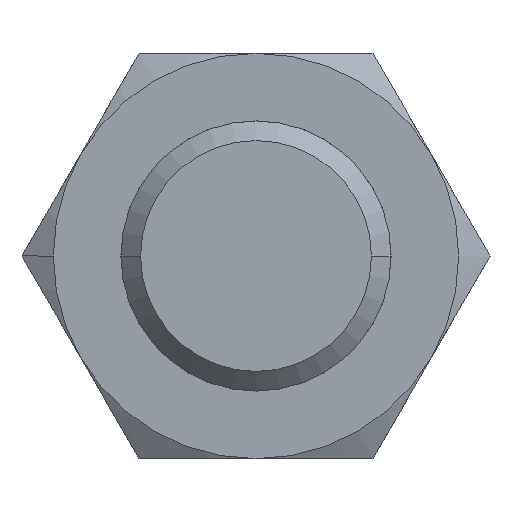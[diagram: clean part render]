
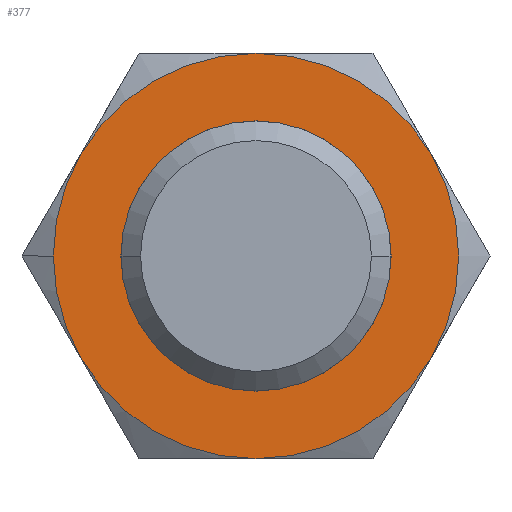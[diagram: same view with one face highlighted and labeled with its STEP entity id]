
A CAD part, front view. The second image highlights one B-rep face of the part: STEP entity #377.
In plain terms, the highlighted planar face has unit normal (0, -1, 0).
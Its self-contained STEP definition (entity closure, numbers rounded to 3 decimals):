
#32 = VERTEX_POINT ( 'NONE', #413 ) ;
#33 = EDGE_CURVE ( 'NONE', #568, #722, #901, .T. ) ;
#35 = CARTESIAN_POINT ( 'NONE',  ( 0., 0., 0. ) ) ;
#38 = DIRECTION ( 'NONE',  ( 0., 1., 0. ) ) ;
#47 = VERTEX_POINT ( 'NONE', #255 ) ;
#59 = AXIS2_PLACEMENT_3D ( 'NONE', #782, #38, #631 ) ;
#90 = CIRCLE ( 'NONE', #360, 9. ) ;
#92 = AXIS2_PLACEMENT_3D ( 'NONE', #719, #130, #653 ) ;
#97 = EDGE_CURVE ( 'NONE', #32, #646, #616, .T. ) ;
#115 = VERTEX_POINT ( 'NONE', #429 ) ;
#124 = AXIS2_PLACEMENT_3D ( 'NONE', #35, #839, #508 ) ;
#130 = DIRECTION ( 'NONE',  ( 0., 1., 0. ) ) ;
#144 = ORIENTED_EDGE ( 'NONE', *, *, #609, .F. ) ;
#146 = EDGE_CURVE ( 'NONE', #769, #115, #764, .T. ) ;
#147 = EDGE_CURVE ( 'NONE', #722, #769, #759, .T. ) ;
#153 = CIRCLE ( 'NONE', #318, 9. ) ;
#166 = CIRCLE ( 'NONE', #695, 9. ) ;
#181 = CIRCLE ( 'NONE', #949, 6. ) ;
#201 = CARTESIAN_POINT ( 'NONE',  ( 0., 0., 9. ) ) ;
#233 = DIRECTION ( 'NONE',  ( -1., 0., 0. ) ) ;
#244 = DIRECTION ( 'NONE',  ( -1., 0., 0. ) ) ;
#252 = ORIENTED_EDGE ( 'NONE', *, *, #513, .T. ) ;
#255 = CARTESIAN_POINT ( 'NONE',  ( 6., 0., 0. ) ) ;
#268 = PLANE ( 'NONE',  #59 ) ;
#305 = DIRECTION ( 'NONE',  ( 0., 1., 0. ) ) ;
#318 = AXIS2_PLACEMENT_3D ( 'NONE', #751, #808, #233 ) ;
#322 = ORIENTED_EDGE ( 'NONE', *, *, #505, .F. ) ;
#336 = DIRECTION ( 'NONE',  ( -1., 0., 0. ) ) ;
#349 = DIRECTION ( 'NONE',  ( 0., 1., 0. ) ) ;
#360 = AXIS2_PLACEMENT_3D ( 'NONE', #670, #305, #894 ) ;
#363 = AXIS2_PLACEMENT_3D ( 'NONE', #897, #826, #244 ) ;
#377 = ADVANCED_FACE ( 'NONE', ( #773, #694 ), #268, .F. ) ;
#378 = DIRECTION ( 'NONE',  ( 0., 1., 0. ) ) ;
#391 = EDGE_CURVE ( 'NONE', #887, #47, #181, .T. ) ;
#395 = VERTEX_POINT ( 'NONE', #559 ) ;
#400 = DIRECTION ( 'NONE',  ( -1., 0., 0. ) ) ;
#413 = CARTESIAN_POINT ( 'NONE',  ( -7.794, 0., 4.5 ) ) ;
#429 = CARTESIAN_POINT ( 'NONE',  ( -9., 0., 0. ) ) ;
#471 = CARTESIAN_POINT ( 'NONE',  ( 0., 0., 0. ) ) ;
#486 = CARTESIAN_POINT ( 'NONE',  ( 0., 0., -9. ) ) ;
#489 = ORIENTED_EDGE ( 'NONE', *, *, #900, .F. ) ;
#494 = AXIS2_PLACEMENT_3D ( 'NONE', #471, #906, #400 ) ;
#505 = EDGE_CURVE ( 'NONE', #646, #395, #153, .T. ) ;
#508 = DIRECTION ( 'NONE',  ( -1., 0., 0. ) ) ;
#509 = CARTESIAN_POINT ( 'NONE',  ( -7.794, 0., -4.5 ) ) ;
#513 = EDGE_CURVE ( 'NONE', #47, #887, #697, .T. ) ;
#523 = CARTESIAN_POINT ( 'NONE',  ( 0., 0., 0. ) ) ;
#559 = CARTESIAN_POINT ( 'NONE',  ( 7.794, 0., 4.5 ) ) ;
#568 = VERTEX_POINT ( 'NONE', #687 ) ;
#572 = CARTESIAN_POINT ( 'NONE',  ( 0., 0., 0. ) ) ;
#597 = CARTESIAN_POINT ( 'NONE',  ( -6., 0., 0. ) ) ;
#609 = EDGE_CURVE ( 'NONE', #115, #32, #90, .T. ) ;
#616 = CIRCLE ( 'NONE', #124, 9. ) ;
#631 = DIRECTION ( 'NONE',  ( -1., 0., 0. ) ) ;
#646 = VERTEX_POINT ( 'NONE', #201 ) ;
#653 = DIRECTION ( 'NONE',  ( -1., 0., 0. ) ) ;
#670 = CARTESIAN_POINT ( 'NONE',  ( 0., 0., 0. ) ) ;
#687 = CARTESIAN_POINT ( 'NONE',  ( 7.794, 0., -4.5 ) ) ;
#694 = FACE_BOUND ( 'NONE', #844, .T. ) ;
#695 = AXIS2_PLACEMENT_3D ( 'NONE', #523, #378, #807 ) ;
#697 = CIRCLE ( 'NONE', #363, 6. ) ;
#710 = DIRECTION ( 'NONE',  ( 0., 1., 0. ) ) ;
#719 = CARTESIAN_POINT ( 'NONE',  ( 0., 0., 0. ) ) ;
#722 = VERTEX_POINT ( 'NONE', #486 ) ;
#726 = ORIENTED_EDGE ( 'NONE', *, *, #146, .F. ) ;
#734 = ORIENTED_EDGE ( 'NONE', *, *, #97, .F. ) ;
#751 = CARTESIAN_POINT ( 'NONE',  ( 0., 0., 0. ) ) ;
#759 = CIRCLE ( 'NONE', #92, 9. ) ;
#764 = CIRCLE ( 'NONE', #947, 9. ) ;
#769 = VERTEX_POINT ( 'NONE', #509 ) ;
#773 = FACE_OUTER_BOUND ( 'NONE', #806, .T. ) ;
#782 = CARTESIAN_POINT ( 'NONE',  ( 9., 0., 0. ) ) ;
#800 = ORIENTED_EDGE ( 'NONE', *, *, #391, .T. ) ;
#806 = EDGE_LOOP ( 'NONE', ( #734, #144, #726, #899, #814, #489, #322 ) ) ;
#807 = DIRECTION ( 'NONE',  ( -1., 0., 0. ) ) ;
#808 = DIRECTION ( 'NONE',  ( 0., 1., 0. ) ) ;
#814 = ORIENTED_EDGE ( 'NONE', *, *, #33, .F. ) ;
#826 = DIRECTION ( 'NONE',  ( 0., 1., 0. ) ) ;
#839 = DIRECTION ( 'NONE',  ( 0., 1., 0. ) ) ;
#844 = EDGE_LOOP ( 'NONE', ( #800, #252 ) ) ;
#865 = DIRECTION ( 'NONE',  ( -1., 0., 0. ) ) ;
#887 = VERTEX_POINT ( 'NONE', #597 ) ;
#894 = DIRECTION ( 'NONE',  ( -1., 0., 0. ) ) ;
#897 = CARTESIAN_POINT ( 'NONE',  ( 0., 0., 0. ) ) ;
#899 = ORIENTED_EDGE ( 'NONE', *, *, #147, .F. ) ;
#900 = EDGE_CURVE ( 'NONE', #395, #568, #166, .T. ) ;
#901 = CIRCLE ( 'NONE', #494, 9. ) ;
#906 = DIRECTION ( 'NONE',  ( 0., 1., 0. ) ) ;
#915 = CARTESIAN_POINT ( 'NONE',  ( 0., 0., 0. ) ) ;
#947 = AXIS2_PLACEMENT_3D ( 'NONE', #572, #349, #865 ) ;
#949 = AXIS2_PLACEMENT_3D ( 'NONE', #915, #710, #336 ) ;
